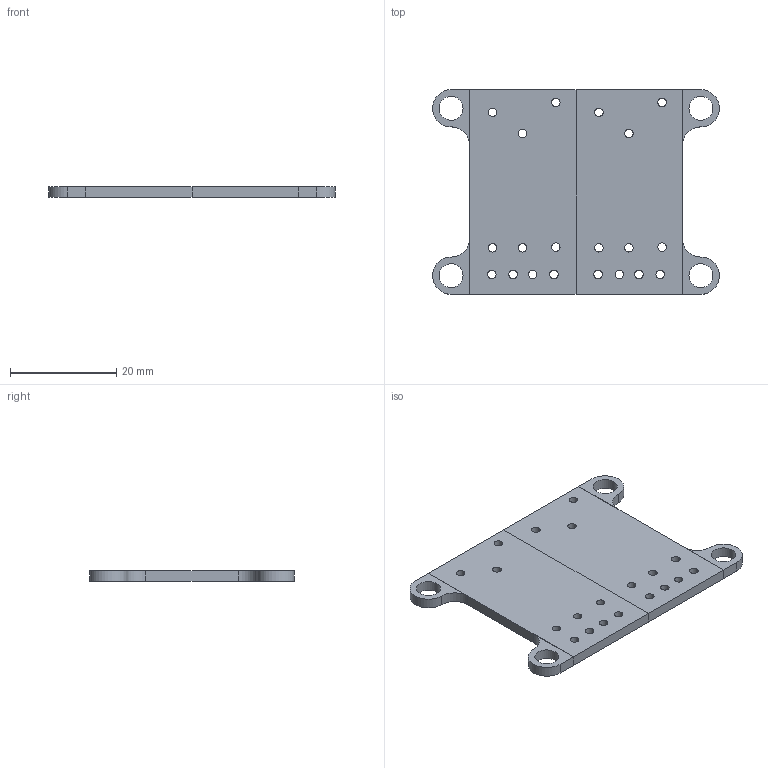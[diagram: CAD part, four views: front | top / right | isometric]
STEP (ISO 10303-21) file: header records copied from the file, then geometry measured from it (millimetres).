
FILE_DESCRIPTION(('STEP AP242'), '1');
FILE_NAME('assemblyIndicatorMicrocircuit2Double', '', ('UNSPECIFIED'), ('UNSPECIFIED'), 'C3D Converter', 'C3D Toolkit', '');
FILE_SCHEMA(('AP242_MANAGED_MODEL_BASED_3D_ENGINEERING_MIM_LF { 1 0 10303 442 1 1 4 }'));
Length unit declared in the file: millimetre
Assembly tree (6 placements, depth 2):
  (unnamed)
    (unnamed)  x2
    (unnamed)  x4
Bounding box: 54 x 38.5 x 2 mm (x, y, z)
Volume: 3243.3 mm3; surface area: 4269.4 mm2
Topology: 6 solids, 6 shells, 60 faces, 144 edges, 96 vertices
Faces by surface type: cylinder 32, plane 28
Full cylindrical faces by diameter (mm): 1.6 x20, 4.5 x4
Entity records: 929 total; most frequent: DIRECTION 132, CARTESIAN_POINT 114, ORIENTED_EDGE 92, AXIS2_PLACEMENT_3D 56, EDGE_LOOP 56, EDGE_CURVE 46, VERTEX_POINT 38, FACE_BOUND 34
